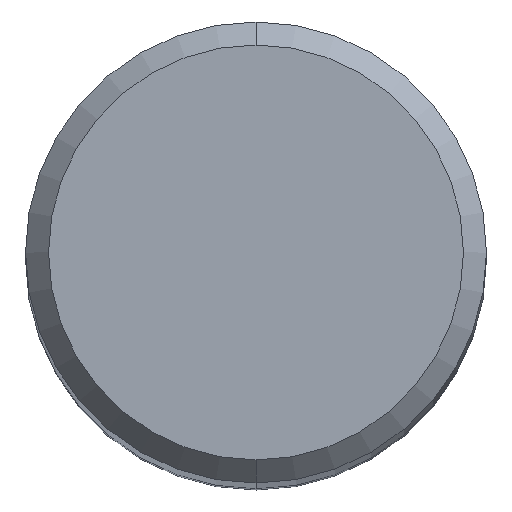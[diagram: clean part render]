
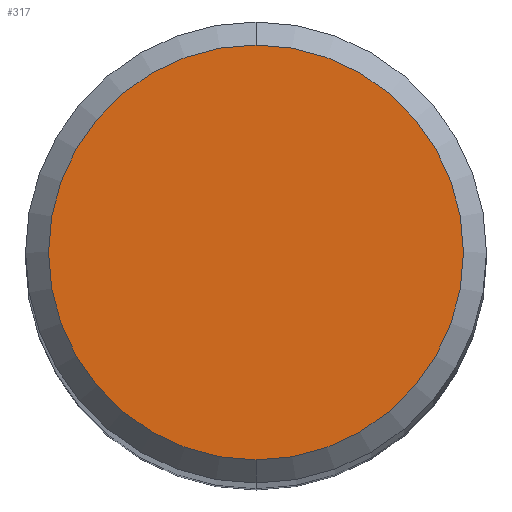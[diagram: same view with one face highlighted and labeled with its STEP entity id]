
A CAD part, top view. The second image highlights one B-rep face of the part: STEP entity #317.
In plain terms, the highlighted planar face has unit normal (0, 0, 1).
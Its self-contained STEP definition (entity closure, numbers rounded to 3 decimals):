
#175=EDGE_CURVE('',#399,#367,#451,.T.);
#279=EDGE_CURVE('',#367,#399,#568,.T.);
#317=ADVANCED_FACE('',(#611),#612,.T.);
#367=VERTEX_POINT('',#668);
#399=VERTEX_POINT('',#700);
#451=CIRCLE('',#772,5.4);
#568=CIRCLE('',#1034,5.4);
#611=FACE_OUTER_BOUND('',#1140,.T.);
#612=PLANE('',#1141);
#668=CARTESIAN_POINT('',(0.0,5.4,0.0));
#700=CARTESIAN_POINT('',(0.,-5.4,0.0));
#772=AXIS2_PLACEMENT_3D('',#1390,#1391,#1392);
#1034=AXIS2_PLACEMENT_3D('',#1536,#1537,#1538);
#1140=EDGE_LOOP('',(#1595,#1596));
#1141=AXIS2_PLACEMENT_3D('',#1597,#1598,#1599);
#1390=CARTESIAN_POINT('',(0.0,0.0,0.0));
#1391=DIRECTION('',(0.0,0.0,-1.0));
#1392=DIRECTION('',(0.0,1.0,0.0));
#1536=CARTESIAN_POINT('',(0.0,0.0,0.0));
#1537=DIRECTION('',(0.0,0.0,-1.0));
#1538=DIRECTION('',(0.0,1.0,0.0));
#1595=ORIENTED_EDGE('',*,*,#279,.F.);
#1596=ORIENTED_EDGE('',*,*,#175,.F.);
#1597=CARTESIAN_POINT('',(0.0,2.7,0.0));
#1598=DIRECTION('',(-0.0,0.0,1.0));
#1599=DIRECTION('',(0.0,-1.0,0.0));
